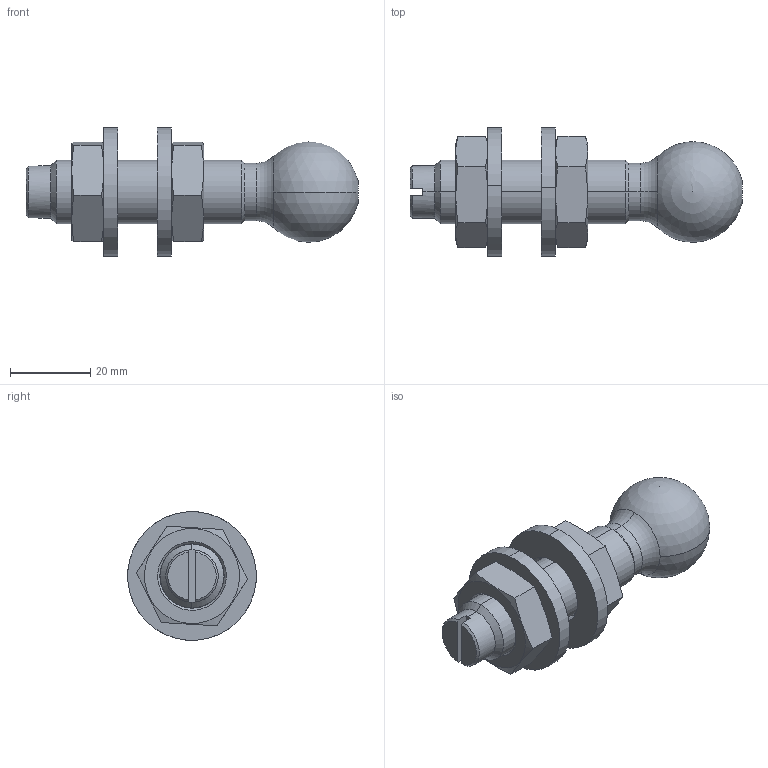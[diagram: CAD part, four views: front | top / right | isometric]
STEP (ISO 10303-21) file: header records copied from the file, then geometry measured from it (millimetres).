
FILE_DESCRIPTION (( 'STEP AP203' ), '1' );
FILE_NAME ('S8025B01.STEP', '2015-10-21T13:16:42', ( '' ), ( '' ), 'SwSTEP 2.0', 'SolidWorks 2015', '' );
FILE_SCHEMA (( 'CONFIG_CONTROL_DESIGN' ));
Length unit declared in the file: millimetre
Products named in the file (4): S8025B03_S8025B03; S80XXNXX_S8016N01; Flat Washer Narrow_AM_B18.22M - Plain washer, 16 mm, narrow; S8025B01
Assembly tree (5 placements, depth 2):
  S8025B01
    S8025B03_S8025B03
    S80XXNXX_S8016N01  x2
    Flat Washer Narrow_AM_B18.22M - Plain washer, 16 mm, narrow  x2
Bounding box: 82.55 x 31.92 x 31.92 mm (x, y, z)
Volume: 27830.5 mm3; surface area: 11448.9 mm2
Topology: 5 solids, 5 shells, 82 faces, 203 edges, 129 vertices
Faces by surface type: cylinder 30, plane 26, cone 22, torus 2, sphere 2
Entity records: 2078 total; most frequent: CARTESIAN_POINT 378, DIRECTION 284, ORIENTED_EDGE 248, EDGE_CURVE 124, AXIS2_PLACEMENT_3D 120, VERTEX_POINT 78, CIRCLE 60, EDGE_LOOP 56
